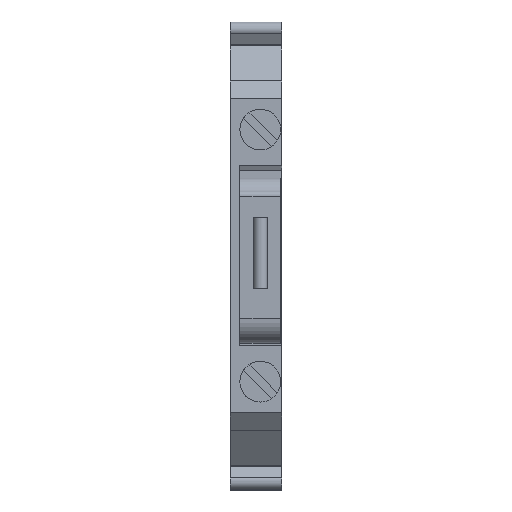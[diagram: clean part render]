
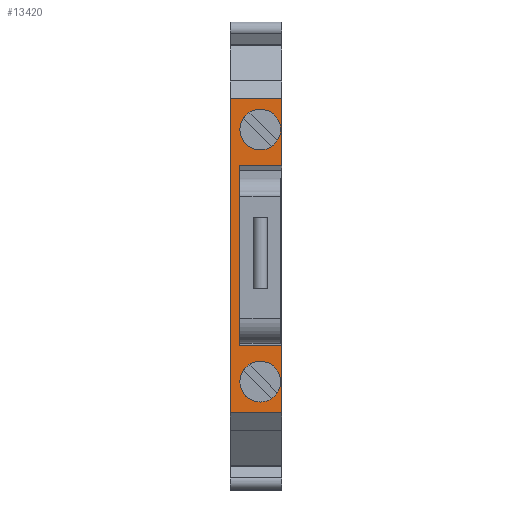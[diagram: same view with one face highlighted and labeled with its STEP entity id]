
A CAD part, top view. The second image highlights one B-rep face of the part: STEP entity #13420.
In plain terms, the highlighted face is planar.
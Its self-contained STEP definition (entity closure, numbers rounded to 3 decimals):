
#2490=CARTESIAN_POINT('',(-60.893,0.,
5.15));
#2500=VERTEX_POINT('',#2490);
#2530=CARTESIAN_POINT('',(-8.782,0.,5.15));
#2540=DIRECTION('',(1.,0.,0.));
#2550=VECTOR('',#2540,1.);
#2560=LINE('',#2530,#2550);
#2570=CARTESIAN_POINT('',(-54.193,0.,
5.15));
#2580=VERTEX_POINT('',#2570);
#2590=EDGE_CURVE('',#2500,#2580,#2560,.T.);
#2970=CARTESIAN_POINT('',(-36.393,0.,
5.15));
#2980=VERTEX_POINT('',#2970);
#3010=CARTESIAN_POINT('',(-29.693,0.,
5.15));
#3020=VERTEX_POINT('',#3010);
#3030=EDGE_CURVE('',#2980,#3020,#2560,.T.);
#12550=CARTESIAN_POINT('',(-51.493,0.,
0.975));
#12560=DIRECTION('',(0.,-1.,0.));
#12570=DIRECTION('',(0.,0.,1.));
#12580=AXIS2_PLACEMENT_3D('',#12550,#12560,#12570);
#12590=PLANE('',#12580);
#12600=CARTESIAN_POINT('',(-32.793,0.,3.));
#12610=DIRECTION('',(0.,1.,0.));
#12620=DIRECTION('',(1.,0.,0.));
#12630=AXIS2_PLACEMENT_3D('',#12600,#12610,#12620);
#12640=CIRCLE('',#12630,2.025);
#12650=CARTESIAN_POINT('',(-30.768,0.,
3.));
#12660=VERTEX_POINT('',#12650);
#12670=CARTESIAN_POINT('',(-34.818,0.,3.));
#12680=VERTEX_POINT('',#12670);
#12690=EDGE_CURVE('',#12660,#12680,#12640,.T.);
#12700=ORIENTED_EDGE('',*,*,#12690,.F.);
#12710=EDGE_CURVE('',#12680,#12660,#12640,.T.);
#12720=ORIENTED_EDGE('',*,*,#12710,.F.);
#12730=EDGE_LOOP('',(#12720,#12700));
#12740=FACE_BOUND('',#12730,.T.);
#12750=CARTESIAN_POINT('',(-57.793,0.,3.));
#12760=DIRECTION('',(0.,1.,0.));
#12770=DIRECTION('',(1.,0.,0.));
#12780=AXIS2_PLACEMENT_3D('',#12750,#12760,#12770);
#12790=CIRCLE('',#12780,2.025);
#12800=CARTESIAN_POINT('',(-59.479,0.,
4.121));
#12810=VERTEX_POINT('',#12800);
#12820=CARTESIAN_POINT('',(-55.768,0.,3.));
#12830=VERTEX_POINT('',#12820);
#12840=EDGE_CURVE('',#12810,#12830,#12790,.T.);
#12850=ORIENTED_EDGE('',*,*,#12840,.F.);
#12860=CARTESIAN_POINT('',(-59.818,0.,3.));
#12870=VERTEX_POINT('',#12860);
#12880=EDGE_CURVE('',#12830,#12870,#12790,.T.);
#12890=ORIENTED_EDGE('',*,*,#12880,.F.);
#12900=EDGE_CURVE('',#12870,#12810,#12790,.T.);
#12910=ORIENTED_EDGE('',*,*,#12900,.F.);
#12920=EDGE_LOOP('',(#12910,#12890,#12850));
#12930=FACE_BOUND('',#12920,.T.);
#12940=CARTESIAN_POINT('',(-54.193,0.,
0.));
#12950=DIRECTION('',(0.,0.,1.));
#12960=VECTOR('',#12950,1.);
#12970=LINE('',#12940,#12960);
#12980=CARTESIAN_POINT('',(-54.193,0.,
0.975));
#12990=VERTEX_POINT('',#12980);
#13000=EDGE_CURVE('',#12990,#2580,#12970,.T.);
#13010=ORIENTED_EDGE('',*,*,#13000,.F.);
#13020=ORIENTED_EDGE('',*,*,#2590,.T.);
#13030=CARTESIAN_POINT('',(-60.893,0.,
0.));
#13040=DIRECTION('',(0.,0.,-1.));
#13050=VECTOR('',#13040,1.);
#13060=LINE('',#13030,#13050);
#13070=CARTESIAN_POINT('',(-60.893,0.,0.));
#13080=VERTEX_POINT('',#13070);
#13090=EDGE_CURVE('',#2500,#13080,#13060,.T.);
#13100=ORIENTED_EDGE('',*,*,#13090,.F.);
#13110=CARTESIAN_POINT('',(-8.782,0.,0.));
#13120=DIRECTION('',(1.,0.,0.));
#13130=VECTOR('',#13120,1.);
#13140=LINE('',#13110,#13130);
#13150=CARTESIAN_POINT('',(-29.693,0.,0.));
#13160=VERTEX_POINT('',#13150);
#13170=EDGE_CURVE('',#13080,#13160,#13140,.T.);
#13180=ORIENTED_EDGE('',*,*,#13170,.F.);
#13190=CARTESIAN_POINT('',(-29.693,0.,
0.));
#13200=DIRECTION('',(0.,0.,-1.));
#13210=VECTOR('',#13200,1.);
#13220=LINE('',#13190,#13210);
#13230=EDGE_CURVE('',#3020,#13160,#13220,.T.);
#13240=ORIENTED_EDGE('',*,*,#13230,.T.);
#13250=ORIENTED_EDGE('',*,*,#3030,.T.);
#13260=CARTESIAN_POINT('',(-36.393,0.,
0.));
#13270=DIRECTION('',(0.,0.,-1.));
#13280=VECTOR('',#13270,1.);
#13290=LINE('',#13260,#13280);
#13300=CARTESIAN_POINT('',(-36.393,0.,
0.975));
#13310=VERTEX_POINT('',#13300);
#13320=EDGE_CURVE('',#2980,#13310,#13290,.T.);
#13330=ORIENTED_EDGE('',*,*,#13320,.F.);
#13340=CARTESIAN_POINT('',(-45.293,0.,
0.975));
#13350=DIRECTION('',(-1.,0.,0.));
#13360=VECTOR('',#13350,1.);
#13370=LINE('',#13340,#13360);
#13380=EDGE_CURVE('',#13310,#12990,#13370,.T.);
#13390=ORIENTED_EDGE('',*,*,#13380,.F.);
#13400=EDGE_LOOP('',(#13390,#13330,#13250,#13240,#13180,#13100,#13020,
#13010));
#13410=FACE_OUTER_BOUND('',#13400,.T.);
#13420=ADVANCED_FACE('',(#12740,#12930,#13410),#12590,.F.);
